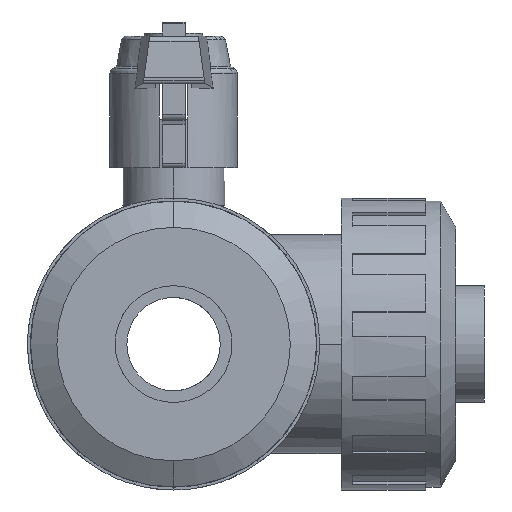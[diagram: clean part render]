
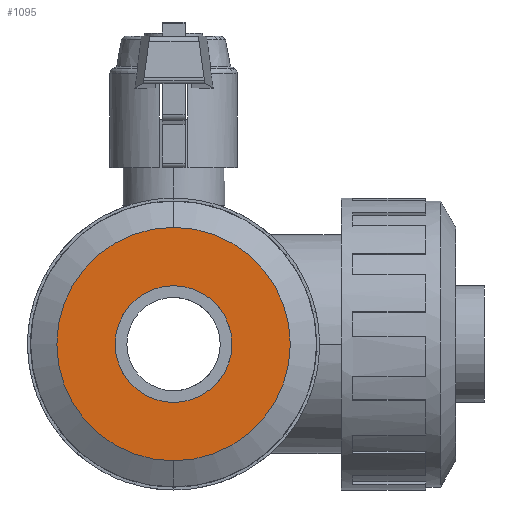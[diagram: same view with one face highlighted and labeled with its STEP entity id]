
A CAD part, left-side view. The second image highlights one B-rep face of the part: STEP entity #1095.
In plain terms, the highlighted planar face has unit normal (-1, 0, 0).
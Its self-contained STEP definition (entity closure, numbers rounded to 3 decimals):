
#1095=ADVANCED_FACE('',(#2242,#2243),#2244,.T.);
#2242=FACE_BOUND('',#3431,.T.);
#2243=FACE_OUTER_BOUND('',#3432,.T.);
#2244=PLANE('',#3433);
#3431=EDGE_LOOP('',(#6888,#6889));
#3432=EDGE_LOOP('',(#6890,#6891));
#3433=AXIS2_PLACEMENT_3D('',#6892,#6893,#6894);
#6888=ORIENTED_EDGE('',*,*,#8032,.F.);
#6889=ORIENTED_EDGE('',*,*,#7549,.F.);
#6890=ORIENTED_EDGE('',*,*,#7320,.T.);
#6891=ORIENTED_EDGE('',*,*,#8583,.T.);
#6892=CARTESIAN_POINT('',(-96.669,0.0,32.5));
#6893=DIRECTION('',(-1.0,0.0,0.0));
#6894=DIRECTION('',(0.0,-0.0,1.0));
#7320=EDGE_CURVE('',#8839,#8843,#8845,.T.);
#7549=EDGE_CURVE('',#9284,#9280,#9286,.T.);
#8032=EDGE_CURVE('',#9280,#9284,#10011,.T.);
#8583=EDGE_CURVE('',#8843,#8839,#10724,.T.);
#8839=VERTEX_POINT('',#11125);
#8843=VERTEX_POINT('',#11130);
#8845=CIRCLE('',#11133,40.0);
#9280=VERTEX_POINT('',#11678);
#9284=VERTEX_POINT('',#11683);
#9286=CIRCLE('',#11686,20.005);
#10011=CIRCLE('',#13133,20.005);
#10724=CIRCLE('',#14098,40.0);
#11125=CARTESIAN_POINT('',(-96.669,0.0,40.0));
#11130=CARTESIAN_POINT('',(-96.669,0.,-40.0));
#11133=AXIS2_PLACEMENT_3D('',#14378,#14379,#14380);
#11678=CARTESIAN_POINT('',(-96.669,0.0,20.005));
#11683=CARTESIAN_POINT('',(-96.669,0.,-20.005));
#11686=AXIS2_PLACEMENT_3D('',#14799,#14800,#14801);
#13133=AXIS2_PLACEMENT_3D('',#15332,#15333,#15334);
#14098=AXIS2_PLACEMENT_3D('',#15905,#15906,#15907);
#14378=CARTESIAN_POINT('',(-96.669,0.0,0.0));
#14379=DIRECTION('',(-1.0,0.0,0.0));
#14380=DIRECTION('',(0.0,-0.0,1.0));
#14799=CARTESIAN_POINT('',(-96.669,0.0,0.0));
#14800=DIRECTION('',(-1.0,0.0,0.0));
#14801=DIRECTION('',(0.0,-0.0,1.0));
#15332=CARTESIAN_POINT('',(-96.669,0.0,0.0));
#15333=DIRECTION('',(-1.0,0.0,0.0));
#15334=DIRECTION('',(0.0,-0.0,1.0));
#15905=CARTESIAN_POINT('',(-96.669,0.0,0.0));
#15906=DIRECTION('',(-1.0,0.0,0.0));
#15907=DIRECTION('',(0.0,-0.0,1.0));
